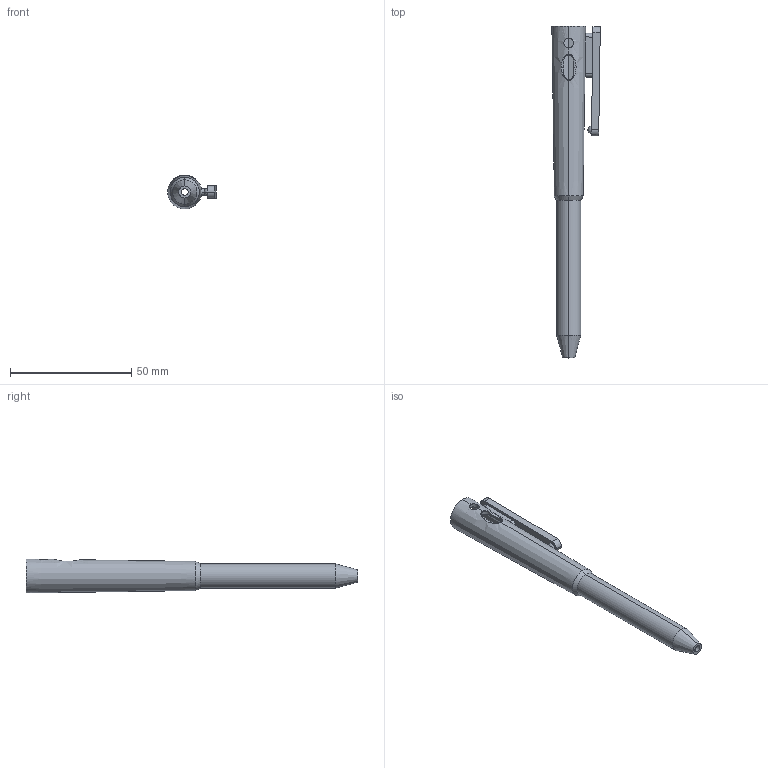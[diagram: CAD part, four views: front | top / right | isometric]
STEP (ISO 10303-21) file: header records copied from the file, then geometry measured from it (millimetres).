
FILE_DESCRIPTION (( 'STEP AP214' ), '1' );
FILE_NAME ('body.STEP', '2022-11-13T21:17:35', ( '' ), ( '' ), 'SwSTEP 2.0', 'SolidWorks 2021', '' );
FILE_SCHEMA (( 'AUTOMOTIVE_DESIGN' ));
Length unit declared in the file: millimetre
Products named in the file (1): body
Bounding box: 20 x 136.73 x 14 mm (x, y, z)
Volume: 7124 mm3; surface area: 9387.1 mm2
Topology: 2 solids, 2 shells, 43 faces, 110 edges, 69 vertices
Faces by surface type: cylinder 18, cone 12, plane 11, sphere 2
Entity records: 1639 total; most frequent: CARTESIAN_POINT 545, ORIENTED_EDGE 220, DIRECTION 220, EDGE_CURVE 110, AXIS2_PLACEMENT_3D 86, VERTEX_POINT 69, VECTOR 48, LINE 48
